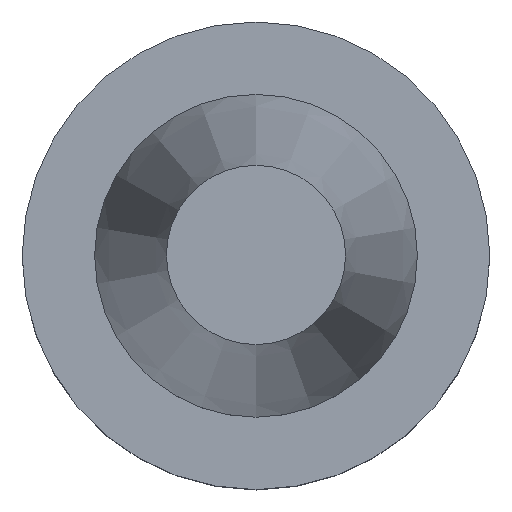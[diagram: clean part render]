
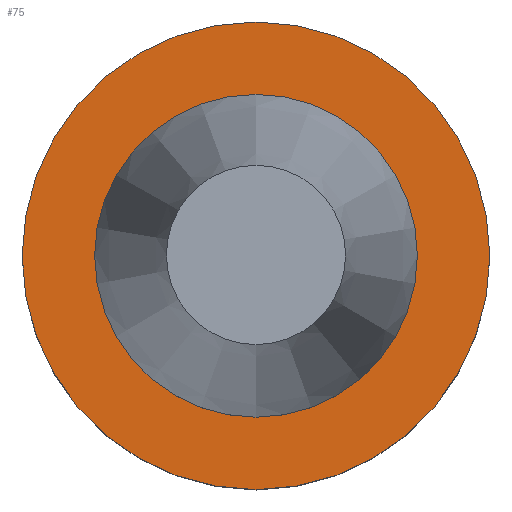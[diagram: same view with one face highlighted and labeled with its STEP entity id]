
A CAD part, top view. The second image highlights one B-rep face of the part: STEP entity #75.
In plain terms, the highlighted planar face has unit normal (0, 0, 1).
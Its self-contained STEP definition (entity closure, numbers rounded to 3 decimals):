
#75=ADVANCED_FACE('',(#89,#90),#91,.T.);
#89=FACE_OUTER_BOUND('',#126,.T.);
#90=FACE_BOUND('',#127,.T.);
#91=PLANE('',#128);
#126=EDGE_LOOP('',(#163));
#127=EDGE_LOOP('',(#164));
#128=AXIS2_PLACEMENT_3D('',#165,#166,#167);
#163=ORIENTED_EDGE('',*,*,#226,.F.);
#164=ORIENTED_EDGE('',*,*,#227,.T.);
#165=CARTESIAN_POINT('',(0.,19.438,-1.));
#166=DIRECTION('',(0.,0.,1.0));
#167=DIRECTION('',(0.,-1.0,0.));
#226=EDGE_CURVE('',#238,#238,#239,.T.);
#227=EDGE_CURVE('',#240,#240,#241,.T.);
#238=VERTEX_POINT('',#262);
#239=CIRCLE('',#263,23.0);
#240=VERTEX_POINT('',#264);
#241=CIRCLE('',#265,15.875);
#262=CARTESIAN_POINT('',(0.,23.0,-1.));
#263=AXIS2_PLACEMENT_3D('',#286,#287,#288);
#264=CARTESIAN_POINT('',(0.,15.875,-1.));
#265=AXIS2_PLACEMENT_3D('',#289,#290,#291);
#286=CARTESIAN_POINT('',(0.,0.,-1.0));
#287=DIRECTION('',(0.,0.,-1.0));
#288=DIRECTION('',(0.,1.0,0.));
#289=CARTESIAN_POINT('',(0.,0.,-1.0));
#290=DIRECTION('',(0.,0.,-1.0));
#291=DIRECTION('',(0.,1.0,0.));
